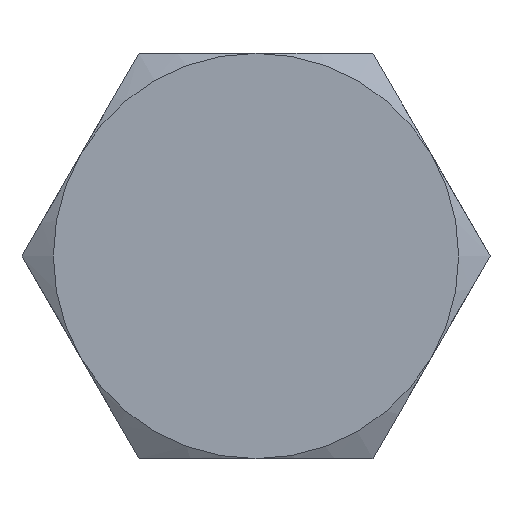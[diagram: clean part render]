
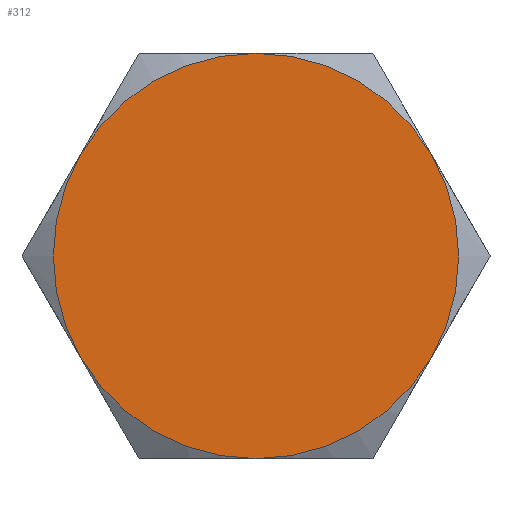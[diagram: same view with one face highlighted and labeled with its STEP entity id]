
A CAD part, left-side view. The second image highlights one B-rep face of the part: STEP entity #312.
In plain terms, the highlighted planar face has unit normal (-1, 0, 0).
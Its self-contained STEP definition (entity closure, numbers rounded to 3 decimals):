
#9 = CARTESIAN_POINT ( 'NONE',  ( 0., 0., 0. ) ) ;
#39 = AXIS2_PLACEMENT_3D ( 'NONE', #131, #579, #201 ) ;
#72 = DIRECTION ( 'NONE',  ( -1., 0., 0. ) ) ;
#84 = CARTESIAN_POINT ( 'NONE',  ( 0., 0., 0. ) ) ;
#102 = ORIENTED_EDGE ( 'NONE', *, *, #655, .F. ) ;
#131 = CARTESIAN_POINT ( 'NONE',  ( 0., 9.815, 0. ) ) ;
#140 = DIRECTION ( 'NONE',  ( 1., 0., 0. ) ) ;
#148 = CARTESIAN_POINT ( 'NONE',  ( 0., 0., 0. ) ) ;
#156 = VERTEX_POINT ( 'NONE', #399 ) ;
#162 = AXIS2_PLACEMENT_3D ( 'NONE', #269, #789, #277 ) ;
#163 = CIRCLE ( 'NONE', #327, 8.5 ) ;
#173 = AXIS2_PLACEMENT_3D ( 'NONE', #373, #314, #303 ) ;
#182 = EDGE_CURVE ( 'NONE', #298, #624, #163, .T. ) ;
#187 = AXIS2_PLACEMENT_3D ( 'NONE', #84, #140, #215 ) ;
#201 = DIRECTION ( 'NONE',  ( 0., 0., -1. ) ) ;
#215 = DIRECTION ( 'NONE',  ( 0., 0., -1. ) ) ;
#243 = ORIENTED_EDGE ( 'NONE', *, *, #772, .F. ) ;
#250 = CARTESIAN_POINT ( 'NONE',  ( 0., 7.361, 4.25 ) ) ;
#269 = CARTESIAN_POINT ( 'NONE',  ( 0., 0., 0. ) ) ;
#277 = DIRECTION ( 'NONE',  ( 0., 0., -1. ) ) ;
#282 = ORIENTED_EDGE ( 'NONE', *, *, #505, .F. ) ;
#298 = VERTEX_POINT ( 'NONE', #518 ) ;
#301 = CARTESIAN_POINT ( 'NONE',  ( 0., -7.361, 4.25 ) ) ;
#303 = DIRECTION ( 'NONE',  ( 0., 0., -1. ) ) ;
#312 = ADVANCED_FACE ( 'NONE', ( #632 ), #591, .F. ) ;
#314 = DIRECTION ( 'NONE',  ( 1., 0., 0. ) ) ;
#320 = EDGE_LOOP ( 'NONE', ( #344, #785, #282, #102, #671, #243 ) ) ;
#327 = AXIS2_PLACEMENT_3D ( 'NONE', #148, #72, #512 ) ;
#335 = EDGE_CURVE ( 'NONE', #695, #346, #739, .T. ) ;
#339 = AXIS2_PLACEMENT_3D ( 'NONE', #9, #499, #439 ) ;
#344 = ORIENTED_EDGE ( 'NONE', *, *, #335, .F. ) ;
#346 = VERTEX_POINT ( 'NONE', #410 ) ;
#373 = CARTESIAN_POINT ( 'NONE',  ( 0., 0., 0. ) ) ;
#389 = CIRCLE ( 'NONE', #566, 8.5 ) ;
#399 = CARTESIAN_POINT ( 'NONE',  ( 0., -7.361, -4.25 ) ) ;
#402 = CIRCLE ( 'NONE', #187, 8.5 ) ;
#410 = CARTESIAN_POINT ( 'NONE',  ( 0., 7.361, -4.25 ) ) ;
#439 = DIRECTION ( 'NONE',  ( 0., 0., -1. ) ) ;
#472 = CIRCLE ( 'NONE', #339, 8.5 ) ;
#490 = DIRECTION ( 'NONE',  ( 1., 0., 0. ) ) ;
#499 = DIRECTION ( 'NONE',  ( 1., 0., 0. ) ) ;
#505 = EDGE_CURVE ( 'NONE', #517, #156, #389, .T. ) ;
#512 = DIRECTION ( 'NONE',  ( 0., 0., 1. ) ) ;
#517 = VERTEX_POINT ( 'NONE', #301 ) ;
#518 = CARTESIAN_POINT ( 'NONE',  ( 0., 0., 8.5 ) ) ;
#566 = AXIS2_PLACEMENT_3D ( 'NONE', #751, #490, #681 ) ;
#579 = DIRECTION ( 'NONE',  ( 1., 0., 0. ) ) ;
#591 = PLANE ( 'NONE',  #39 ) ;
#605 = CIRCLE ( 'NONE', #173, 8.5 ) ;
#611 = EDGE_CURVE ( 'NONE', #156, #695, #605, .T. ) ;
#624 = VERTEX_POINT ( 'NONE', #250 ) ;
#632 = FACE_OUTER_BOUND ( 'NONE', #320, .T. ) ;
#655 = EDGE_CURVE ( 'NONE', #298, #517, #472, .T. ) ;
#671 = ORIENTED_EDGE ( 'NONE', *, *, #182, .T. ) ;
#681 = DIRECTION ( 'NONE',  ( 0., 0., -1. ) ) ;
#695 = VERTEX_POINT ( 'NONE', #706 ) ;
#706 = CARTESIAN_POINT ( 'NONE',  ( 0., 0., -8.5 ) ) ;
#739 = CIRCLE ( 'NONE', #162, 8.5 ) ;
#751 = CARTESIAN_POINT ( 'NONE',  ( 0., 0., 0. ) ) ;
#772 = EDGE_CURVE ( 'NONE', #346, #624, #402, .T. ) ;
#785 = ORIENTED_EDGE ( 'NONE', *, *, #611, .F. ) ;
#789 = DIRECTION ( 'NONE',  ( 1., 0., 0. ) ) ;
